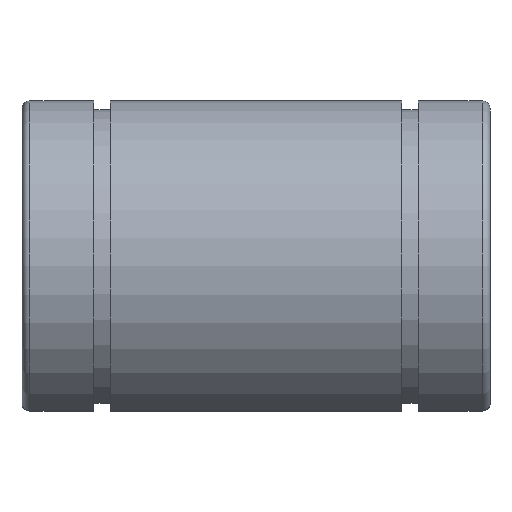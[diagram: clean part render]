
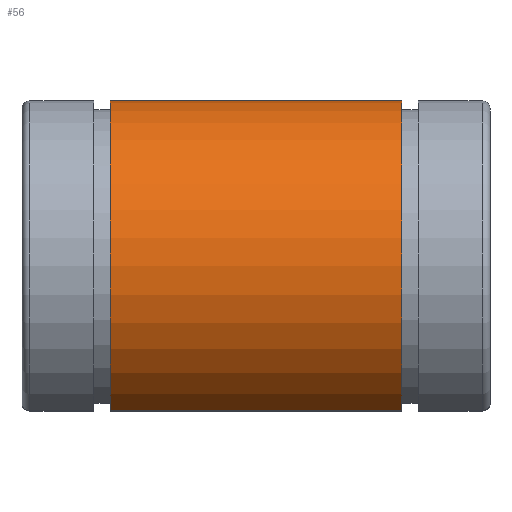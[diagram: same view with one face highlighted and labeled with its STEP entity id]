
A CAD part, top view. The second image highlights one B-rep face of the part: STEP entity #56.
In plain terms, the highlighted cylindrical face has radius 16 mm (diameter 32 mm), a partial arc.
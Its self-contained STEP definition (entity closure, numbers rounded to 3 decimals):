
#56 = ADVANCED_FACE( '', ( #119, #120 ), #121, .T. );
#119 = FACE_OUTER_BOUND( '', #188, .T. );
#120 = FACE_BOUND( '', #189, .T. );
#121 = CYLINDRICAL_SURFACE( '', #190, 16. );
#188 = EDGE_LOOP( '', ( #293, #294, #295, #296 ) );
#189 = EDGE_LOOP( '', ( #297 ) );
#190 = AXIS2_PLACEMENT_3D( '', #298, #299, #300 );
#293 = ORIENTED_EDGE( '', *, *, #449, .T. );
#294 = ORIENTED_EDGE( '', *, *, #450, .T. );
#295 = ORIENTED_EDGE( '', *, *, #451, .F. );
#296 = ORIENTED_EDGE( '', *, *, #437, .T. );
#297 = ORIENTED_EDGE( '', *, *, #452, .T. );
#298 = CARTESIAN_POINT( '', ( 45., 0., 0. ) );
#299 = DIRECTION( '', ( -1., 0., 0. ) );
#300 = DIRECTION( '', ( 0., 0., -1. ) );
#437 = EDGE_CURVE( '', #526, #524, #527, .F. );
#449 = EDGE_CURVE( '', #524, #544, #545, .T. );
#450 = EDGE_CURVE( '', #544, #546, #547, .T. );
#451 = EDGE_CURVE( '', #526, #546, #548, .T. );
#452 = EDGE_CURVE( '', #549, #549, #550, .T. );
#524 = VERTEX_POINT( '', #657 );
#526 = VERTEX_POINT( '', #660 );
#527 = LINE( '', #661, #662 );
#544 = VERTEX_POINT( '', #699 );
#545 = CIRCLE( '', #700, 16. );
#546 = VERTEX_POINT( '', #701 );
#547 = LINE( '', #702, #703 );
#548 = CIRCLE( '', #704, 16. );
#549 = VERTEX_POINT( '', #705 );
#550 = B_SPLINE_CURVE_WITH_KNOTS( '', 3, ( #706, #707, #708, #709, #710, #711, #712, #713, #714, #715, #716, #717, #718, #719, #720, #721, #722, #723, #724, #725, #726, #727, #728, #729, #730, #731, #732, #733, #734, #735, #736, #737, #738, #739, #740, #741, #742, #743, #744, #745, #746, #747, #748, #749, #750, #751, #752, #753, #754, #755, #756, #757 ), .UNSPECIFIED., .T., .F., ( 2, 2, 2, 2, 2, 2, 2, 2, 2, 2, 2, 2, 2, 2, 2, 2, 2, 2, 2, 2, 2, 2, 2, 2, 2, 2, 2, 2 ), ( -0.001, 0., 0., 0.001, 0.001, 0.001, 0.002, 0.002, 0.003, 0.003, 0.003, 0.004, 0.004, 0.004, 0.004, 0.005, 0.005, 0.006, 0.006, 0.006, 0.007, 0.007, 0.008, 0.008, 0.008, 0.009, 0.009, 0.01 ), .UNSPECIFIED. );
#657 = CARTESIAN_POINT( '', ( 8.5, -13.798, -8.1 ) );
#660 = CARTESIAN_POINT( '', ( 36.5, -13.798, -8.1 ) );
#661 = CARTESIAN_POINT( '', ( 45., -13.798, -8.1 ) );
#662 = VECTOR( '', #854, 1000. );
#699 = CARTESIAN_POINT( '', ( 8.5, -13.798, 8.1 ) );
#700 = AXIS2_PLACEMENT_3D( '', #864, #865, #866 );
#701 = CARTESIAN_POINT( '', ( 36.5, -13.798, 8.1 ) );
#702 = CARTESIAN_POINT( '', ( 45., -13.798, 8.1 ) );
#703 = VECTOR( '', #867, 1000. );
#704 = AXIS2_PLACEMENT_3D( '', #868, #869, #870 );
#705 = CARTESIAN_POINT( '', ( 21., 0., -16. ) );
#706 = CARTESIAN_POINT( '', ( 21., 0.198, -16. ) );
#707 = CARTESIAN_POINT( '', ( 21., -0.099, -16. ) );
#708 = CARTESIAN_POINT( '', ( 21.01, -0.197, -15.999 ) );
#709 = CARTESIAN_POINT( '', ( 21.048, -0.388, -15.996 ) );
#710 = CARTESIAN_POINT( '', ( 21.077, -0.484, -15.993 ) );
#711 = CARTESIAN_POINT( '', ( 21.152, -0.665, -15.986 ) );
#712 = CARTESIAN_POINT( '', ( 21.198, -0.751, -15.983 ) );
#713 = CARTESIAN_POINT( '', ( 21.307, -0.914, -15.974 ) );
#714 = CARTESIAN_POINT( '', ( 21.37, -0.992, -15.969 ) );
#715 = CARTESIAN_POINT( '', ( 21.578, -1.199, -15.956 ) );
#716 = CARTESIAN_POINT( '', ( 21.745, -1.311, -15.946 ) );
#717 = CARTESIAN_POINT( '', ( 22.106, -1.46, -15.933 ) );
#718 = CARTESIAN_POINT( '', ( 22.303, -1.5, -15.93 ) );
#719 = CARTESIAN_POINT( '', ( 22.597, -1.5, -15.93 ) );
#720 = CARTESIAN_POINT( '', ( 22.696, -1.49, -15.93 ) );
#721 = CARTESIAN_POINT( '', ( 22.889, -1.452, -15.934 ) );
#722 = CARTESIAN_POINT( '', ( 22.982, -1.424, -15.937 ) );
#723 = CARTESIAN_POINT( '', ( 23.164, -1.349, -15.943 ) );
#724 = CARTESIAN_POINT( '', ( 23.252, -1.302, -15.947 ) );
#725 = CARTESIAN_POINT( '', ( 23.414, -1.193, -15.956 ) );
#726 = CARTESIAN_POINT( '', ( 23.49, -1.131, -15.96 ) );
#727 = CARTESIAN_POINT( '', ( 23.63, -0.991, -15.969 ) );
#728 = CARTESIAN_POINT( '', ( 23.692, -0.915, -15.974 ) );
#729 = CARTESIAN_POINT( '', ( 23.801, -0.753, -15.982 ) );
#730 = CARTESIAN_POINT( '', ( 23.848, -0.665, -15.986 ) );
#731 = CARTESIAN_POINT( '', ( 23.923, -0.484, -15.993 ) );
#732 = CARTESIAN_POINT( '', ( 23.952, -0.39, -15.996 ) );
#733 = CARTESIAN_POINT( '', ( 23.99, -0.198, -15.999 ) );
#734 = CARTESIAN_POINT( '', ( 24., -0.098, -16. ) );
#735 = CARTESIAN_POINT( '', ( 24., 0.195, -16. ) );
#736 = CARTESIAN_POINT( '', ( 23.961, 0.393, -15.996 ) );
#737 = CARTESIAN_POINT( '', ( 23.811, 0.754, -15.983 ) );
#738 = CARTESIAN_POINT( '', ( 23.7, 0.921, -15.974 ) );
#739 = CARTESIAN_POINT( '', ( 23.493, 1.129, -15.96 ) );
#740 = CARTESIAN_POINT( '', ( 23.416, 1.192, -15.956 ) );
#741 = CARTESIAN_POINT( '', ( 23.253, 1.301, -15.947 ) );
#742 = CARTESIAN_POINT( '', ( 23.167, 1.347, -15.943 ) );
#743 = CARTESIAN_POINT( '', ( 22.985, 1.423, -15.937 ) );
#744 = CARTESIAN_POINT( '', ( 22.89, 1.452, -15.934 ) );
#745 = CARTESIAN_POINT( '', ( 22.698, 1.49, -15.93 ) );
#746 = CARTESIAN_POINT( '', ( 22.601, 1.5, -15.93 ) );
#747 = CARTESIAN_POINT( '', ( 22.303, 1.5, -15.93 ) );
#748 = CARTESIAN_POINT( '', ( 22.109, 1.461, -15.933 ) );
#749 = CARTESIAN_POINT( '', ( 21.836, 1.349, -15.943 ) );
#750 = CARTESIAN_POINT( '', ( 21.75, 1.303, -15.947 ) );
#751 = CARTESIAN_POINT( '', ( 21.587, 1.194, -15.955 ) );
#752 = CARTESIAN_POINT( '', ( 21.509, 1.131, -15.96 ) );
#753 = CARTESIAN_POINT( '', ( 21.302, 0.923, -15.974 ) );
#754 = CARTESIAN_POINT( '', ( 21.19, 0.756, -15.983 ) );
#755 = CARTESIAN_POINT( '', ( 21.04, 0.395, -15.996 ) );
#756 = CARTESIAN_POINT( '', ( 21., 0.198, -16. ) );
#757 = CARTESIAN_POINT( '', ( 21., -0.099, -16. ) );
#854 = DIRECTION( '', ( 1., 0., 0. ) );
#864 = CARTESIAN_POINT( '', ( 8.5, 0., 0. ) );
#865 = DIRECTION( '', ( 1., 0., 0. ) );
#866 = DIRECTION( '', ( 0., 0., -1. ) );
#867 = DIRECTION( '', ( 1., 0., 0. ) );
#868 = CARTESIAN_POINT( '', ( 36.5, 0., 0. ) );
#869 = DIRECTION( '', ( 1., 0., 0. ) );
#870 = DIRECTION( '', ( 0., 0., -1. ) );
